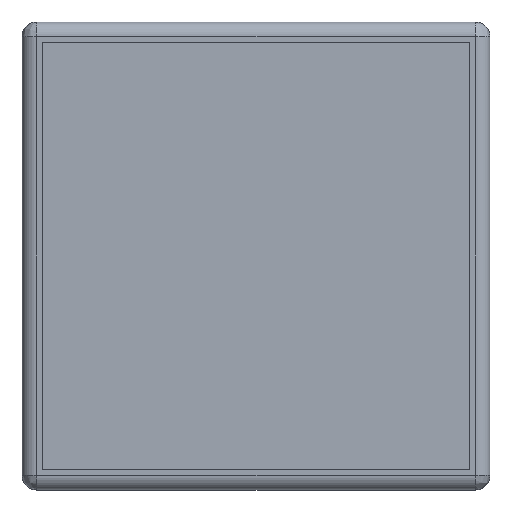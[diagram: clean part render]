
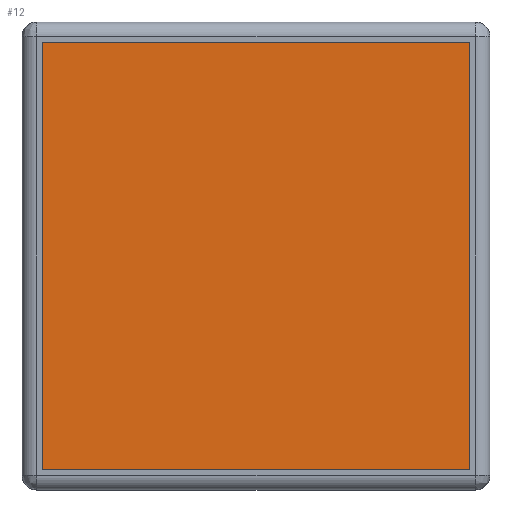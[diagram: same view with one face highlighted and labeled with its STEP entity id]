
A CAD part, front view. The second image highlights one B-rep face of the part: STEP entity #12.
In plain terms, the highlighted planar face has unit normal (0, -1, 0).
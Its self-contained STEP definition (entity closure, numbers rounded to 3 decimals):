
#12 = ADVANCED_FACE ( 'NONE', ( #157 ), #543, .F. ) ;
#36 = AXIS2_PLACEMENT_3D ( 'NONE', #515, #567, #569 ) ;
#38 = EDGE_CURVE ( 'NONE', #840, #837, #325, .T. ) ;
#44 = EDGE_CURVE ( 'NONE', #834, #839, #317, .T. ) ;
#61 = EDGE_CURVE ( 'NONE', #834, #837, #449, .T. ) ;
#109 = EDGE_CURVE ( 'NONE', #839, #840, #388, .T. ) ;
#157 = FACE_OUTER_BOUND ( 'NONE', #272, .T. ) ;
#264 = ORIENTED_EDGE ( 'NONE', *, *, #38, .F. ) ;
#267 = ORIENTED_EDGE ( 'NONE', *, *, #109, .F. ) ;
#268 = ORIENTED_EDGE ( 'NONE', *, *, #44, .F. ) ;
#271 = ORIENTED_EDGE ( 'NONE', *, *, #61, .T. ) ;
#272 = EDGE_LOOP ( 'NONE', ( #264, #267, #268, #271 ) ) ;
#317 = LINE ( 'NONE', #636, #361 ) ;
#325 = LINE ( 'NONE', #821, #327 ) ;
#327 = VECTOR ( 'NONE', #922, 1000. ) ;
#361 = VECTOR ( 'NONE', #803, 1000. ) ;
#387 = VECTOR ( 'NONE', #671, 1000. ) ;
#388 = LINE ( 'NONE', #663, #387 ) ;
#448 = VECTOR ( 'NONE', #696, 1000. ) ;
#449 = LINE ( 'NONE', #689, #448 ) ;
#515 = CARTESIAN_POINT ( 'NONE',  ( -73., 0., -73. ) ) ;
#543 = PLANE ( 'NONE',  #36 ) ;
#565 = CARTESIAN_POINT ( 'NONE',  ( 73., 0., -73. ) ) ;
#566 = CARTESIAN_POINT ( 'NONE',  ( 73., 0., 73. ) ) ;
#567 = DIRECTION ( 'NONE',  ( 0., 1., 0. ) ) ;
#569 = DIRECTION ( 'NONE',  ( 0., 0., 1. ) ) ;
#570 = CARTESIAN_POINT ( 'NONE',  ( -73., 0., -73. ) ) ;
#575 = CARTESIAN_POINT ( 'NONE',  ( -73., 0., 73. ) ) ;
#636 = CARTESIAN_POINT ( 'NONE',  ( 0., 0., 73. ) ) ;
#663 = CARTESIAN_POINT ( 'NONE',  ( 73., 0., 0. ) ) ;
#671 = DIRECTION ( 'NONE',  ( 0., 0., -1. ) ) ;
#689 = CARTESIAN_POINT ( 'NONE',  ( -73., 0., 0. ) ) ;
#696 = DIRECTION ( 'NONE',  ( 0., 0., -1. ) ) ;
#803 = DIRECTION ( 'NONE',  ( 1., 0., 0. ) ) ;
#821 = CARTESIAN_POINT ( 'NONE',  ( 0., 0., -73. ) ) ;
#834 = VERTEX_POINT ( 'NONE', #575 ) ;
#837 = VERTEX_POINT ( 'NONE', #570 ) ;
#839 = VERTEX_POINT ( 'NONE', #566 ) ;
#840 = VERTEX_POINT ( 'NONE', #565 ) ;
#922 = DIRECTION ( 'NONE',  ( -1., 0., 0. ) ) ;
